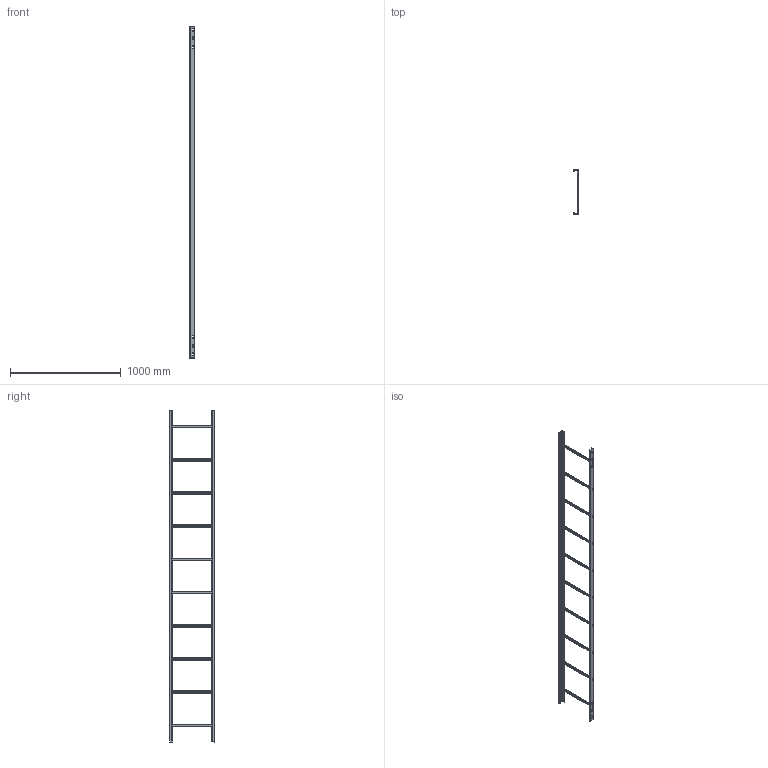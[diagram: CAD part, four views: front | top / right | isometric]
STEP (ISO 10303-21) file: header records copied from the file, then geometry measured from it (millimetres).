
FILE_DESCRIPTION((''),'2;1');
FILE_NAME('6200508_REFERENZ_ASM','2012-12-14T',('AndreasKeweloh'),(''),'PRO/ENGINEER BY PARAMETRIC TECHNOLOGY CORPORATION, 2012230','PRO/ENGINEER BY PARAMETRIC TECHNOLOGY CORPORATION, 2012230','');
FILE_SCHEMA(('CONFIG_CONTROL_DESIGN'));
Length unit declared in the file: millimetre
Products named in the file (3): 6200508_L_3000; 6200_NORMALSPRO; 6200508_REFERENZ_ASM
Assembly tree (12 placements, depth 2):
  6200508_REFERENZ_ASM
    6200508_L_3000  x2
    6200_NORMALSPRO  x10
Bounding box: 45 x 400 x 3000 mm (x, y, z)
Volume: 852077.9 mm3; surface area: 1391288.7 mm2
Topology: 12 solids, 12 shells, 352 faces, 968 edges, 640 vertices
Faces by surface type: plane 216, cylinder 136
Entity records: 3035 total; most frequent: CARTESIAN_POINT 624, ORIENTED_EDGE 488, DIRECTION 465, EDGE_CURVE 244, VECTOR 163, LINE 163, VERTEX_POINT 160, AXIS2_PLACEMENT_3D 151
